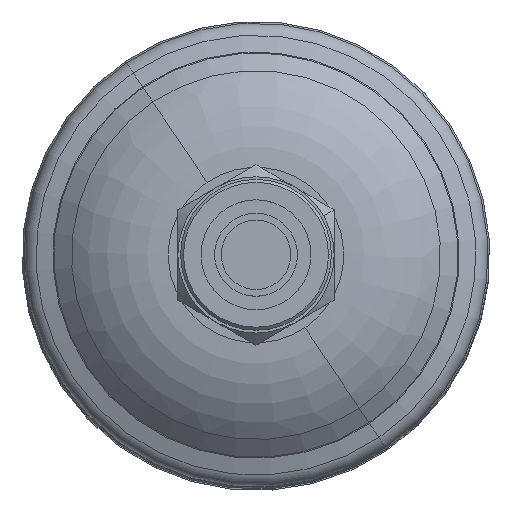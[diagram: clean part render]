
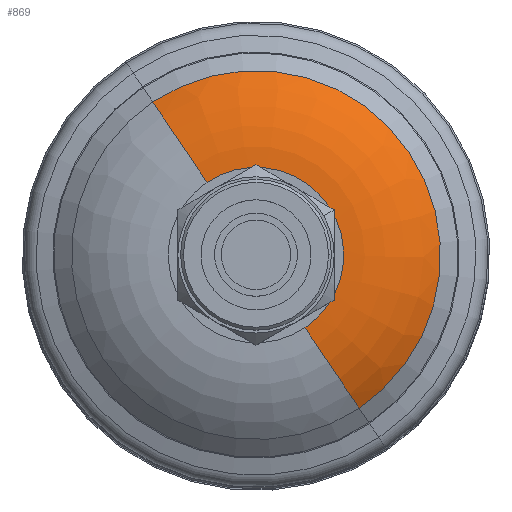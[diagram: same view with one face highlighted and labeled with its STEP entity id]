
A CAD part, top view. The second image highlights one B-rep face of the part: STEP entity #869.
In plain terms, the highlighted toroidal (fillet/blend) face has major radius 15.149 mm and minor radius 25 mm.
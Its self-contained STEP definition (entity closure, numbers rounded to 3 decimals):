
#3 = FACE_OUTER_BOUND ( 'NONE', #415, .T. ) ;
#5 = CARTESIAN_POINT ( 'NONE',  ( 0., 0., 88.579 ) ) ;
#161 = CARTESIAN_POINT ( 'NONE',  ( 8.466, -12.563, 70. ) ) ;
#182 = ORIENTED_EDGE ( 'NONE', *, *, #3055, .T. ) ;
#249 = DIRECTION ( 'NONE',  ( 0.559, -0.829, 0. ) ) ;
#273 = DIRECTION ( 'NONE',  ( 0.559, -0.829, 0. ) ) ;
#287 = CIRCLE ( 'NONE', #2798, 25. ) ;
#415 = EDGE_LOOP ( 'NONE', ( #1684, #421, #182, #499 ) ) ;
#421 = ORIENTED_EDGE ( 'NONE', *, *, #2236, .T. ) ;
#499 = ORIENTED_EDGE ( 'NONE', *, *, #1232, .F. ) ;
#537 = DIRECTION ( 'NONE',  ( 0., 0., -1. ) ) ;
#681 = DIRECTION ( 'NONE',  ( 0., 0., -1. ) ) ;
#720 = CARTESIAN_POINT ( 'NONE',  ( 0., 0., 95. ) ) ;
#733 = CIRCLE ( 'NONE', #1133, 25. ) ;
#869 = ADVANCED_FACE ( 'NONE', ( #3 ), #2717, .T. ) ;
#995 = CARTESIAN_POINT ( 'NONE',  ( -17.813, 26.436, 88.579 ) ) ;
#1133 = AXIS2_PLACEMENT_3D ( 'NONE', #1353, #1387, #1607 ) ;
#1232 = EDGE_CURVE ( 'NONE', #1477, #1756, #1739, .T. ) ;
#1236 = CARTESIAN_POINT ( 'NONE',  ( -8.466, 12.563, 95. ) ) ;
#1250 = DIRECTION ( 'NONE',  ( 0.829, 0.559, 0. ) ) ;
#1353 = CARTESIAN_POINT ( 'NONE',  ( -8.466, 12.563, 70. ) ) ;
#1387 = DIRECTION ( 'NONE',  ( -0.829, -0.559, 0. ) ) ;
#1477 = VERTEX_POINT ( 'NONE', #995 ) ;
#1607 = DIRECTION ( 'NONE',  ( 0.559, -0.829, 0. ) ) ;
#1684 = ORIENTED_EDGE ( 'NONE', *, *, #2456, .F. ) ;
#1739 = CIRCLE ( 'NONE', #2825, 31.878 ) ;
#1756 = VERTEX_POINT ( 'NONE', #3024 ) ;
#1758 = CARTESIAN_POINT ( 'NONE',  ( 8.466, -12.563, 95. ) ) ;
#1806 = DIRECTION ( 'NONE',  ( 0.559, -0.829, 0. ) ) ;
#2014 = AXIS2_PLACEMENT_3D ( 'NONE', #2977, #537, #249 ) ;
#2093 = CIRCLE ( 'NONE', #2267, 15.149 ) ;
#2236 = EDGE_CURVE ( 'NONE', #2619, #2610, #2093, .T. ) ;
#2267 = AXIS2_PLACEMENT_3D ( 'NONE', #720, #681, #1806 ) ;
#2353 = DIRECTION ( 'NONE',  ( -0.559, 0.829, 0. ) ) ;
#2456 = EDGE_CURVE ( 'NONE', #2619, #1477, #733, .T. ) ;
#2610 = VERTEX_POINT ( 'NONE', #1758 ) ;
#2619 = VERTEX_POINT ( 'NONE', #1236 ) ;
#2717 = TOROIDAL_SURFACE ( 'NONE', #2014, 15.149, 25. ) ;
#2723 = DIRECTION ( 'NONE',  ( 0., 0., -1. ) ) ;
#2798 = AXIS2_PLACEMENT_3D ( 'NONE', #161, #1250, #2353 ) ;
#2825 = AXIS2_PLACEMENT_3D ( 'NONE', #5, #2723, #273 ) ;
#2977 = CARTESIAN_POINT ( 'NONE',  ( 0., 0., 70. ) ) ;
#3024 = CARTESIAN_POINT ( 'NONE',  ( 17.813, -26.436, 88.579 ) ) ;
#3055 = EDGE_CURVE ( 'NONE', #2610, #1756, #287, .T. ) ;
